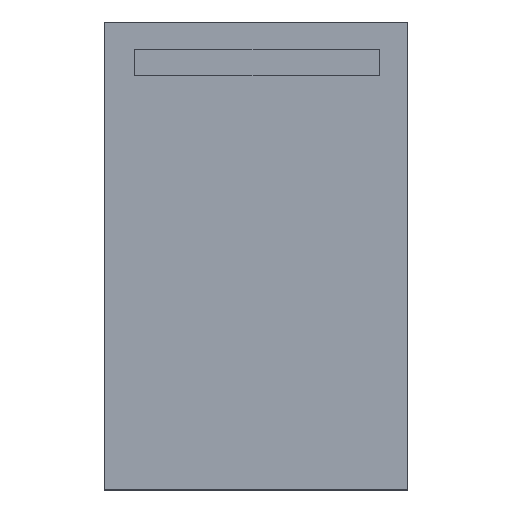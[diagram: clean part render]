
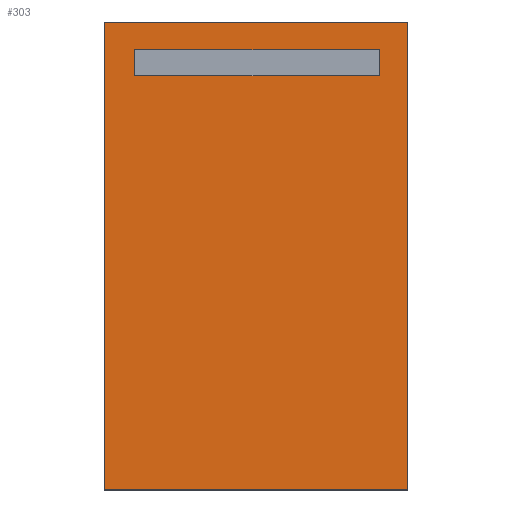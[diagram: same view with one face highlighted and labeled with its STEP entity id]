
A CAD part, top view. The second image highlights one B-rep face of the part: STEP entity #303.
In plain terms, the highlighted planar face has unit normal (0, 0, 1).
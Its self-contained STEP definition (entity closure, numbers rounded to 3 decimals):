
#174 = VERTEX_POINT('',#175);
#175 = CARTESIAN_POINT('',(4.6,7.1,5.));
#181 = EDGE_CURVE('',#174,#182,#184,.T.);
#182 = VERTEX_POINT('',#183);
#183 = CARTESIAN_POINT('',(4.6,-7.1,5.));
#184 = LINE('',#185,#186);
#185 = CARTESIAN_POINT('',(4.6,7.1,5.));
#186 = VECTOR('',#187,1.);
#187 = DIRECTION('',(0.,-1.,0.));
#212 = EDGE_CURVE('',#182,#213,#215,.T.);
#213 = VERTEX_POINT('',#214);
#214 = CARTESIAN_POINT('',(-4.6,-7.1,5.));
#215 = LINE('',#216,#217);
#216 = CARTESIAN_POINT('',(4.6,-7.1,5.));
#217 = VECTOR('',#218,1.);
#218 = DIRECTION('',(-1.,0.,0.));
#243 = EDGE_CURVE('',#213,#244,#246,.T.);
#244 = VERTEX_POINT('',#245);
#245 = CARTESIAN_POINT('',(-4.6,7.1,5.));
#246 = LINE('',#247,#248);
#247 = CARTESIAN_POINT('',(-4.6,-7.1,5.));
#248 = VECTOR('',#249,1.);
#249 = DIRECTION('',(0.,1.,0.));
#274 = EDGE_CURVE('',#244,#174,#275,.T.);
#275 = LINE('',#276,#277);
#276 = CARTESIAN_POINT('',(-4.6,7.1,5.));
#277 = VECTOR('',#278,1.);
#278 = DIRECTION('',(1.,0.,0.));
#303 = ADVANCED_FACE('',(#304),#310,.T.);
#304 = FACE_BOUND('',#305,.F.);
#305 = EDGE_LOOP('',(#306,#307,#308,#309));
#306 = ORIENTED_EDGE('',*,*,#181,.T.);
#307 = ORIENTED_EDGE('',*,*,#212,.T.);
#308 = ORIENTED_EDGE('',*,*,#243,.T.);
#309 = ORIENTED_EDGE('',*,*,#274,.T.);
#310 = PLANE('',#311);
#311 = AXIS2_PLACEMENT_3D('',#312,#313,#314);
#312 = CARTESIAN_POINT('',(4.6,7.1,5.));
#313 = DIRECTION('',(0.,0.,1.));
#314 = DIRECTION('',(0.,-1.,0.));
